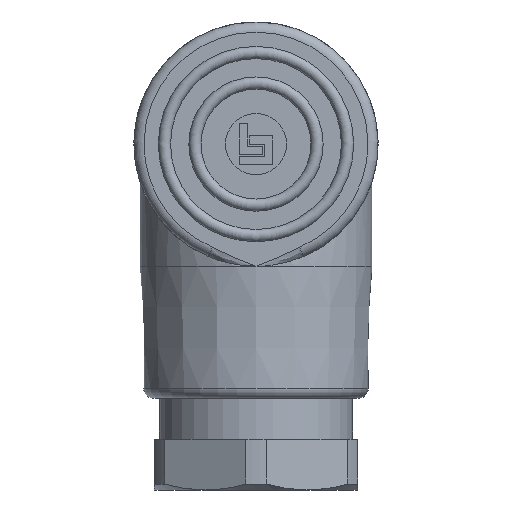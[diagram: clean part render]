
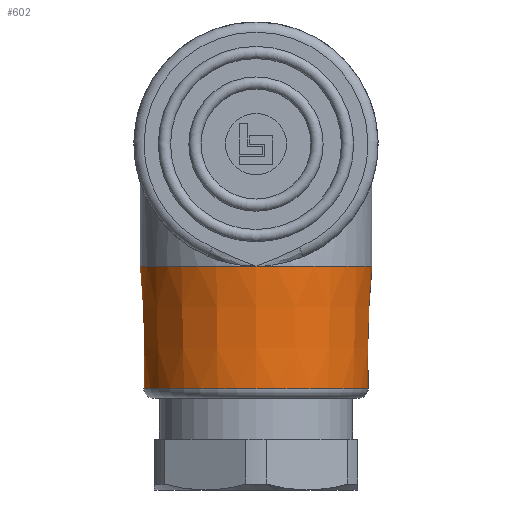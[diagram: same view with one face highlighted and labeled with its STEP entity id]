
A CAD part, left-side view. The second image highlights one B-rep face of the part: STEP entity #602.
In plain terms, the highlighted conical face has half-angle 1.762 degrees and reference radius 5.5 mm.
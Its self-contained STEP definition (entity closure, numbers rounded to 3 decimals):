
#251=CONICAL_SURFACE('',#2427,5.5,1.762);
#602=ADVANCED_FACE('',(#850,#851),#251,.T.);
#850=FACE_BOUND('',#957,.T.);
#851=FACE_BOUND('',#958,.T.);
#957=EDGE_LOOP('',(#1208));
#958=EDGE_LOOP('',(#1209));
#1208=ORIENTED_EDGE('',*,*,#1961,.T.);
#1209=ORIENTED_EDGE('',*,*,#1963,.F.);
#1748=VERTEX_POINT('',#3513);
#1750=VERTEX_POINT('',#3518);
#1961=EDGE_CURVE('',#1748,#1748,#2247,.T.);
#1963=EDGE_CURVE('',#1750,#1750,#2249,.T.);
#2247=CIRCLE('',#2423,5.515);
#2249=CIRCLE('',#2426,5.7);
#2423=AXIS2_PLACEMENT_3D('',#3512,#2808,#2809);
#2426=AXIS2_PLACEMENT_3D('',#3517,#2814,#2815);
#2427=AXIS2_PLACEMENT_3D('',#3519,#2816,#2817);
#2808=DIRECTION('',(0.,0.,1.));
#2809=DIRECTION('',(1.,0.,0.));
#2814=DIRECTION('',(0.,0.,1.));
#2815=DIRECTION('',(1.,0.,0.));
#2816=DIRECTION('',(0.,0.,1.));
#2817=DIRECTION('',(1.,0.,0.));
#3512=CARTESIAN_POINT('',(-28.8,0.,-12.015));
#3513=CARTESIAN_POINT('',(-23.285,0.,-12.015));
#3517=CARTESIAN_POINT('',(-28.8,0.,-6.));
#3518=CARTESIAN_POINT('',(-34.5,0.,-6.));
#3519=CARTESIAN_POINT('',(-28.8,0.,-12.5));
